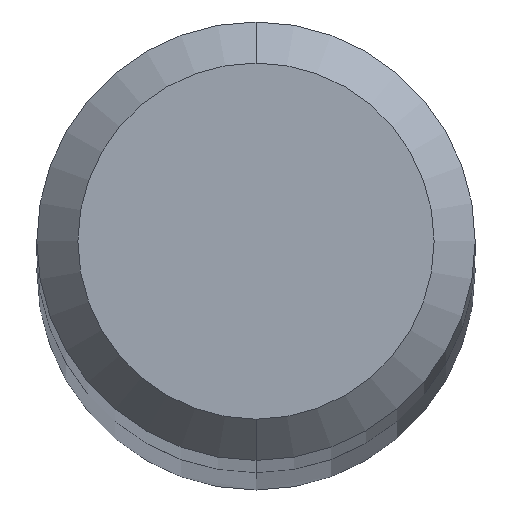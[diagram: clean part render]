
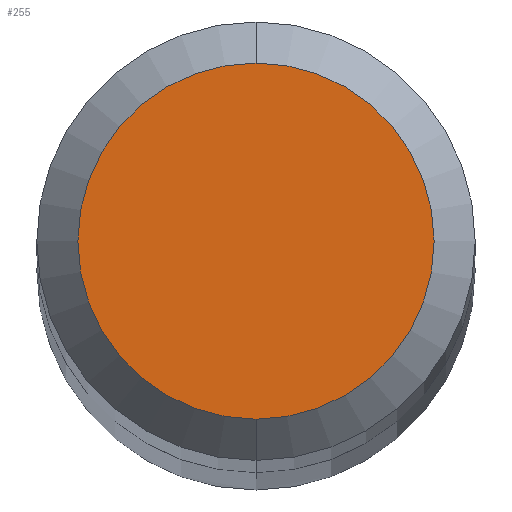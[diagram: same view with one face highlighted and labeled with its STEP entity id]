
A CAD part, top view. The second image highlights one B-rep face of the part: STEP entity #255.
In plain terms, the highlighted planar face has unit normal (0, 0, 1).
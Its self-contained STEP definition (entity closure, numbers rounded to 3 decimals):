
#201=VERTEX_POINT('',#464);
#209=VERTEX_POINT('',#473);
#255=ADVANCED_FACE('',(#527),#528,.T.);
#257=EDGE_CURVE('',#209,#201,#530,.T.);
#331=EDGE_CURVE('',#201,#209,#609,.T.);
#464=CARTESIAN_POINT('',(0.0,1.3,49.0));
#473=CARTESIAN_POINT('',(0.,-1.3,49.0));
#527=FACE_OUTER_BOUND('',#912,.T.);
#528=PLANE('',#913);
#530=CIRCLE('',#916,1.3);
#609=CIRCLE('',#1129,1.3);
#912=EDGE_LOOP('',(#1435,#1436));
#913=AXIS2_PLACEMENT_3D('',#1437,#1438,#1439);
#916=AXIS2_PLACEMENT_3D('',#1440,#1441,#1442);
#1129=AXIS2_PLACEMENT_3D('',#1521,#1522,#1523);
#1435=ORIENTED_EDGE('',*,*,#331,.F.);
#1436=ORIENTED_EDGE('',*,*,#257,.F.);
#1437=CARTESIAN_POINT('',(0.0,0.65,49.0));
#1438=DIRECTION('',(0.0,0.0,1.0));
#1439=DIRECTION('',(0.0,-1.0,0.0));
#1440=CARTESIAN_POINT('',(0.0,0.0,49.0));
#1441=DIRECTION('',(0.0,0.0,-1.0));
#1442=DIRECTION('',(0.0,1.0,0.0));
#1521=CARTESIAN_POINT('',(0.0,0.0,49.0));
#1522=DIRECTION('',(0.0,0.0,-1.0));
#1523=DIRECTION('',(0.0,1.0,0.0));
